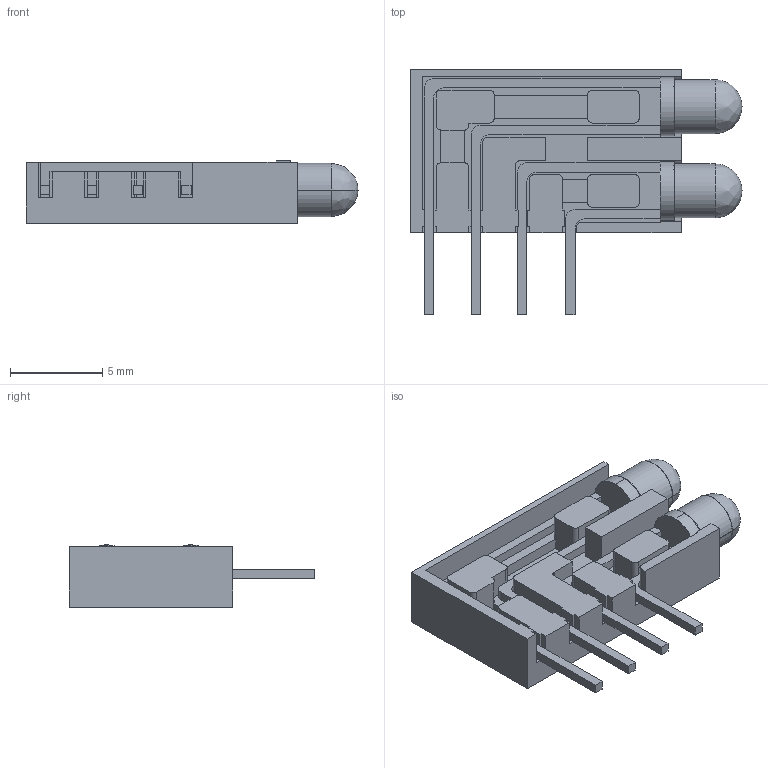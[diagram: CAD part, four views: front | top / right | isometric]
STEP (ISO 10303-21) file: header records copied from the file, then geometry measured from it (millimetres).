
FILE_DESCRIPTION (( 'STEP AP214' ), '1' );
FILE_NAME ('5682F_Series.STEP', '2019-12-17T21:52:53', ( 'user' ), ( 'Microsoft' ), 'SwSTEP 2.0', 'SolidWorks 2018', '' );
FILE_SCHEMA (( 'AUTOMOTIVE_DESIGN' ));
Length unit declared in the file: inch
Products named in the file (8): 4303F21 assy 5682F-1; 4303F21 assy 5682F; 4303F21; 4303F21-1; F24971BKRY-B; 5682F_Series
Assembly tree (7 placements, depth 3):
  5682F_Series
    F24971BKRY-B
    4303F21
      4303F21
      4303F21-1
    4303F21 assy 5682F
      4303F21 assy 5682F
      4303F21 assy 5682F-1
Bounding box: 18.03 x 13.34 x 3.39 mm (x, y, z)
Volume: 390.8 mm3; surface area: 914.2 mm2
Topology: 5 solids, 5 shells, 189 faces, 502 edges, 323 vertices
Faces by surface type: plane 133, cylinder 48, bspline 8
Entity records: 6442 total; most frequent: CARTESIAN_POINT 1138, ORIENTED_EDGE 988, DIRECTION 988, EDGE_CURVE 494, LINE 386, VECTOR 386, VERTEX_POINT 323, AXIS2_PLACEMENT_3D 301
